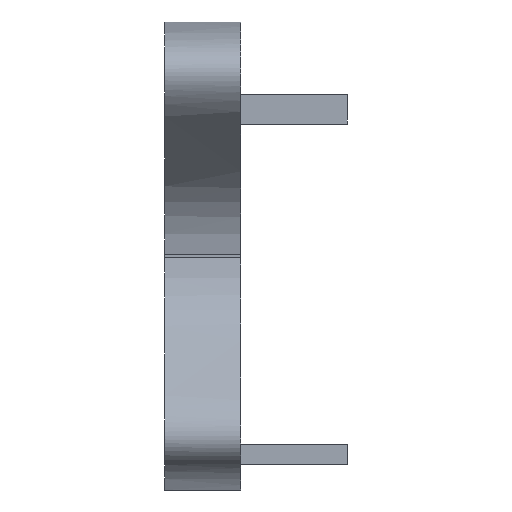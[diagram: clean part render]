
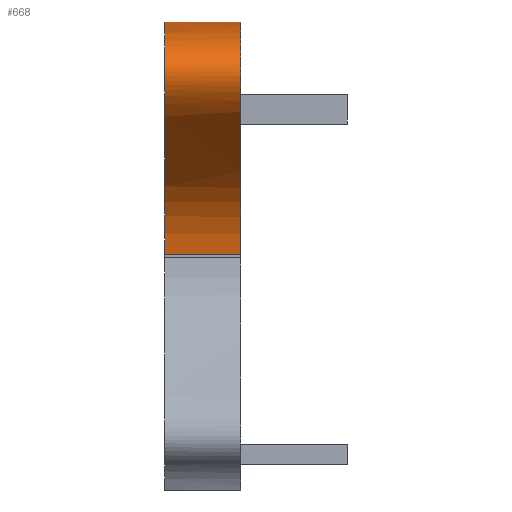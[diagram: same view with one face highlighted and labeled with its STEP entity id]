
A CAD part, left-side view. The second image highlights one B-rep face of the part: STEP entity #668.
In plain terms, the highlighted free-form (B-spline) face has degree [3, 1] with [5, 2] control points.
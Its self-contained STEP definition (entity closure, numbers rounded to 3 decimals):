
#44 = CARTESIAN_POINT ( 'NONE',  ( -11.586, -4.5, 3.192 ) ) ;
#74 = B_SPLINE_CURVE_WITH_KNOTS ( 'NONE', 3,
 ( #941, #1814, #1831, #2031, #711 ),
 .UNSPECIFIED., .F., .F.,
 ( 4, 1, 4 ),
 ( 0., 0.527, 1. ),
 .UNSPECIFIED. ) ;
#93 = LINE ( 'NONE', #956, #1737 ) ;
#284 = CARTESIAN_POINT ( 'NONE',  ( -11.222, 0., -0.512 ) ) ;
#299 = CARTESIAN_POINT ( 'NONE',  ( -11.222, 0., 13.208 ) ) ;
#301 = ORIENTED_EDGE ( 'NONE', *, *, #624, .T. ) ;
#305 = EDGE_LOOP ( 'NONE', ( #301, #2064, #1478, #2211 ) ) ;
#390 = CARTESIAN_POINT ( 'NONE',  ( -11.222, -4.5, 13.208 ) ) ;
#463 = B_SPLINE_CURVE_WITH_KNOTS ( 'NONE', 3,
 ( #564, #2093, #2121, #579, #838 ),
 .UNSPECIFIED., .F., .F.,
 ( 4, 1, 4 ),
 ( 0., 0.473, 1. ),
 .UNSPECIFIED. ) ;
#564 = CARTESIAN_POINT ( 'NONE',  ( -11.222, -4.5, -0.512 ) ) ;
#579 = CARTESIAN_POINT ( 'NONE',  ( -21.309, -4.5, 12.372 ) ) ;
#612 = VERTEX_POINT ( 'NONE', #1496 ) ;
#624 = EDGE_CURVE ( 'NONE', #2139, #612, #74, .T. ) ;
#668 = ADVANCED_FACE ( 'NONE', ( #2062 ), #844, .F. ) ;
#706 = EDGE_CURVE ( 'NONE', #2485, #2139, #93, .T. ) ;
#711 = CARTESIAN_POINT ( 'NONE',  ( -11.222, 0., -0.512 ) ) ;
#838 = CARTESIAN_POINT ( 'NONE',  ( -11.222, -4.5, 13.208 ) ) ;
#844 = B_SPLINE_SURFACE_WITH_KNOTS ( 'NONE', 3, 1, ( 
 ( #1596, #299 ),
 ( #2465, #1626 ),
 ( #2493, #1167 ),
 ( #44, #905 ),
 ( #1563, #284 ) ),
 .UNSPECIFIED., .F., .F., .F.,
 ( 4, 1, 4 ),
 ( 2, 2 ),
 ( 0., 0.527, 1. ),
 ( 0., 1. ),
 .UNSPECIFIED. ) ;
#905 = CARTESIAN_POINT ( 'NONE',  ( -11.586, 0., 3.192 ) ) ;
#941 = CARTESIAN_POINT ( 'NONE',  ( -11.222, 0., 13.208 ) ) ;
#956 = CARTESIAN_POINT ( 'NONE',  ( -11.222, -1., 13.208 ) ) ;
#1167 = CARTESIAN_POINT ( 'NONE',  ( -17.263, 0., 6.343 ) ) ;
#1250 = LINE ( 'NONE', #1668, #1824 ) ;
#1478 = ORIENTED_EDGE ( 'NONE', *, *, #2013, .T. ) ;
#1496 = CARTESIAN_POINT ( 'NONE',  ( -11.222, 0., -0.512 ) ) ;
#1563 = CARTESIAN_POINT ( 'NONE',  ( -11.222, -4.5, -0.512 ) ) ;
#1596 = CARTESIAN_POINT ( 'NONE',  ( -11.222, -4.5, 13.208 ) ) ;
#1626 = CARTESIAN_POINT ( 'NONE',  ( -21.309, 0., 12.372 ) ) ;
#1668 = CARTESIAN_POINT ( 'NONE',  ( -11.222, -1., -0.512 ) ) ;
#1737 = VECTOR ( 'NONE', #2695, 1000. ) ;
#1751 = CARTESIAN_POINT ( 'NONE',  ( -11.222, 0., 13.208 ) ) ;
#1814 = CARTESIAN_POINT ( 'NONE',  ( -21.309, 0., 12.372 ) ) ;
#1824 = VECTOR ( 'NONE', #2717, 1000. ) ;
#1831 = CARTESIAN_POINT ( 'NONE',  ( -17.263, 0., 6.343 ) ) ;
#2013 = EDGE_CURVE ( 'NONE', #2279, #2485, #463, .T. ) ;
#2031 = CARTESIAN_POINT ( 'NONE',  ( -11.586, 0., 3.192 ) ) ;
#2062 = FACE_OUTER_BOUND ( 'NONE', #305, .T. ) ;
#2064 = ORIENTED_EDGE ( 'NONE', *, *, #2389, .F. ) ;
#2093 = CARTESIAN_POINT ( 'NONE',  ( -11.586, -4.5, 3.192 ) ) ;
#2121 = CARTESIAN_POINT ( 'NONE',  ( -17.263, -4.5, 6.343 ) ) ;
#2139 = VERTEX_POINT ( 'NONE', #1751 ) ;
#2211 = ORIENTED_EDGE ( 'NONE', *, *, #706, .T. ) ;
#2279 = VERTEX_POINT ( 'NONE', #2661 ) ;
#2389 = EDGE_CURVE ( 'NONE', #2279, #612, #1250, .T. ) ;
#2465 = CARTESIAN_POINT ( 'NONE',  ( -21.309, -4.5, 12.372 ) ) ;
#2485 = VERTEX_POINT ( 'NONE', #390 ) ;
#2493 = CARTESIAN_POINT ( 'NONE',  ( -17.263, -4.5, 6.343 ) ) ;
#2661 = CARTESIAN_POINT ( 'NONE',  ( -11.222, -4.5, -0.512 ) ) ;
#2695 = DIRECTION ( 'NONE',  ( 0., 1., 0. ) ) ;
#2717 = DIRECTION ( 'NONE',  ( 0., 1., 0. ) ) ;
